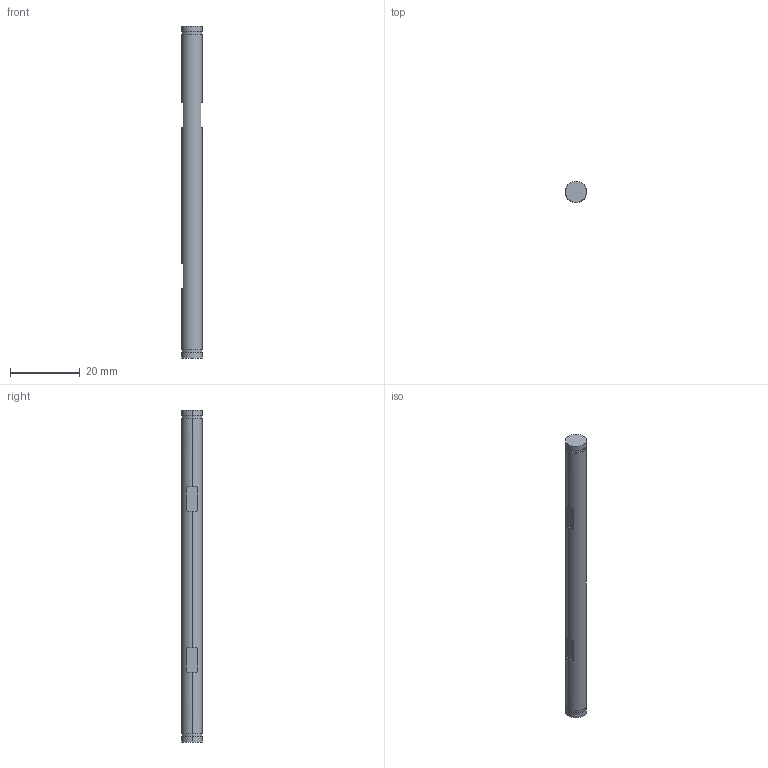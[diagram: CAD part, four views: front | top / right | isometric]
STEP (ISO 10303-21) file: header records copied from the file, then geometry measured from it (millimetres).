
FILE_DESCRIPTION (( 'STEP AP203' ), '1' );
FILE_NAME ('Arbre de transmission.STEP', '2021-09-10T07:39:52', ( '' ), ( '' ), 'SwSTEP 2.0', 'SolidWorks 2017', '' );
FILE_SCHEMA (( 'CONFIG_CONTROL_DESIGN' ));
Length unit declared in the file: millimetre
Products named in the file (2): Arbre de transmission
Bounding box: 6 x 6 x 95 mm (x, y, z)
Volume: 2658 mm3; surface area: 1859.4 mm2
Topology: 1 solids, 1 shells, 25 faces, 57 edges, 38 vertices
Faces by surface type: plane 15, cylinder 10
Entity records: 878 total; most frequent: DIRECTION 143, CARTESIAN_POINT 122, ORIENTED_EDGE 114, AXIS2_PLACEMENT_3D 59, EDGE_CURVE 57, VERTEX_POINT 38, CIRCLE 32, EDGE_LOOP 29
